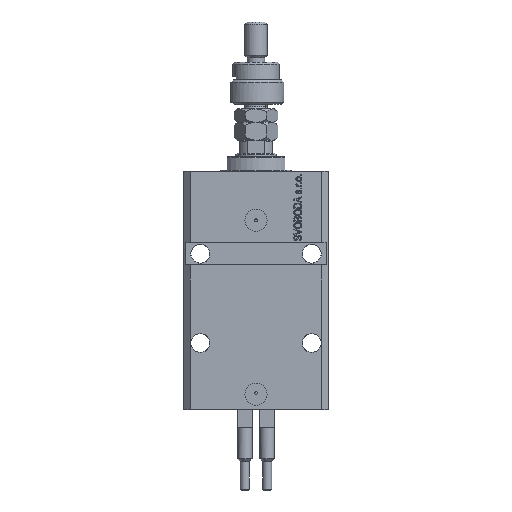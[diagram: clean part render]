
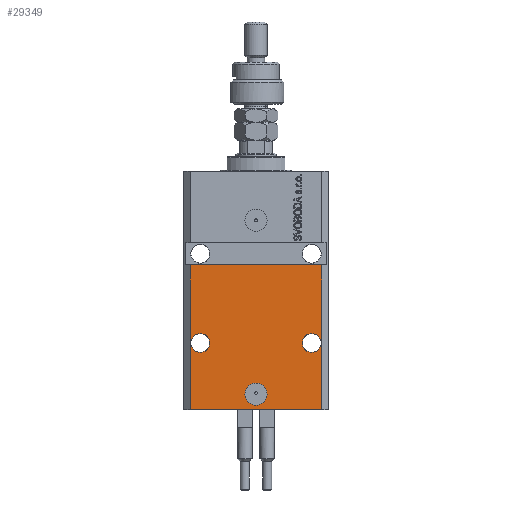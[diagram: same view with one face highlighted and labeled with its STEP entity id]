
A CAD part, front view. The second image highlights one B-rep face of the part: STEP entity #29349.
In plain terms, the highlighted planar face has unit normal (0, -1, 0).
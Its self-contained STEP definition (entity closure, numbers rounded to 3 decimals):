
#661 = AXIS2_PLACEMENT_3D ( 'NONE', #27179, #42378, #3044 ) ;
#886 = ORIENTED_EDGE ( 'NONE', *, *, #44867, .F. ) ;
#2016 = VERTEX_POINT ( 'NONE', #17904 ) ;
#3044 = DIRECTION ( 'NONE',  ( 1., 0., 0. ) ) ;
#3285 = PLANE ( 'NONE',  #8392 ) ;
#4651 = CARTESIAN_POINT ( 'NONE',  ( -5., -22.5, -100. ) ) ;
#5222 = ORIENTED_EDGE ( 'NONE', *, *, #20289, .F. ) ;
#5238 = DIRECTION ( 'NONE',  ( 1., 0., 0. ) ) ;
#5608 = AXIS2_PLACEMENT_3D ( 'NONE', #33040, #12577, #28841 ) ;
#6258 = CIRCLE ( 'NONE', #34764, 5. ) ;
#6704 = FACE_BOUND ( 'NONE', #40720, .T. ) ;
#7218 = EDGE_LOOP ( 'NONE', ( #42979, #886, #44419, #24406 ) ) ;
#7629 = DIRECTION ( 'NONE',  ( 1., 0., 0. ) ) ;
#7789 = DIRECTION ( 'NONE',  ( 0., -1., 0. ) ) ;
#8202 = EDGE_LOOP ( 'NONE', ( #51784, #23243 ) ) ;
#8392 = AXIS2_PLACEMENT_3D ( 'NONE', #43668, #19293, #35291 ) ;
#8497 = EDGE_CURVE ( 'NONE', #18262, #37344, #30036, .T. ) ;
#9481 = CARTESIAN_POINT ( 'NONE',  ( 20.75, -22.5, -77. ) ) ;
#12577 = DIRECTION ( 'NONE',  ( 0., -1., 0. ) ) ;
#12841 = VECTOR ( 'NONE', #48117, 1000. ) ;
#13343 = DIRECTION ( 'NONE',  ( 1., 0., 0. ) ) ;
#15082 = FACE_BOUND ( 'NONE', #37540, .T. ) ;
#15680 = CIRCLE ( 'NONE', #5608, 4.25 ) ;
#16332 = VECTOR ( 'NONE', #19244, 1000. ) ;
#16373 = LINE ( 'NONE', #27686, #12841 ) ;
#16524 = CARTESIAN_POINT ( 'NONE',  ( -29.5, -22.5, -107. ) ) ;
#17904 = CARTESIAN_POINT ( 'NONE',  ( -29.25, -22.5, -77. ) ) ;
#18262 = VERTEX_POINT ( 'NONE', #9481 ) ;
#18410 = EDGE_CURVE ( 'NONE', #47803, #2016, #15680, .T. ) ;
#18457 = EDGE_CURVE ( 'NONE', #33601, #47993, #40390, .T. ) ;
#19070 = DIRECTION ( 'NONE',  ( 0., -1., 0. ) ) ;
#19244 = DIRECTION ( 'NONE',  ( 0., 0., 1. ) ) ;
#19293 = DIRECTION ( 'NONE',  ( 0., -1., 0. ) ) ;
#19368 = CARTESIAN_POINT ( 'NONE',  ( 29.25, -22.5, -77. ) ) ;
#19442 = DIRECTION ( 'NONE',  ( 0., -1., 0. ) ) ;
#20018 = CARTESIAN_POINT ( 'NONE',  ( 29.5, -22.5, -107. ) ) ;
#20096 = CARTESIAN_POINT ( 'NONE',  ( -25., -22.5, -77. ) ) ;
#20289 = EDGE_CURVE ( 'NONE', #37344, #18262, #47595, .T. ) ;
#20322 = AXIS2_PLACEMENT_3D ( 'NONE', #20096, #19070, #51321 ) ;
#20697 = VECTOR ( 'NONE', #5238, 1000. ) ;
#20994 = EDGE_CURVE ( 'NONE', #46993, #50374, #32513, .T. ) ;
#21129 = EDGE_CURVE ( 'NONE', #26224, #42545, #29598, .T. ) ;
#23243 = ORIENTED_EDGE ( 'NONE', *, *, #51644, .F. ) ;
#23796 = DIRECTION ( 'NONE',  ( 1., 0., 0. ) ) ;
#24210 = CARTESIAN_POINT ( 'NONE',  ( 5., -22.5, -100. ) ) ;
#24406 = ORIENTED_EDGE ( 'NONE', *, *, #48497, .T. ) ;
#26224 = VERTEX_POINT ( 'NONE', #47291 ) ;
#27179 = CARTESIAN_POINT ( 'NONE',  ( 25., -22.5, -77. ) ) ;
#27453 = CARTESIAN_POINT ( 'NONE',  ( 0., -22.5, -100. ) ) ;
#27686 = CARTESIAN_POINT ( 'NONE',  ( -29.5, -22.5, -107. ) ) ;
#28841 = DIRECTION ( 'NONE',  ( -1., 0., 0. ) ) ;
#29349 = ADVANCED_FACE ( 'NONE', ( #31080, #15082, #6704, #39735 ), #3285, .T. ) ;
#29598 = LINE ( 'NONE', #16524, #48432 ) ;
#30036 = CIRCLE ( 'NONE', #31730, 4.25 ) ;
#31080 = FACE_BOUND ( 'NONE', #8202, .T. ) ;
#31554 = LINE ( 'NONE', #20018, #16332 ) ;
#31730 = AXIS2_PLACEMENT_3D ( 'NONE', #51338, #7789, #23796 ) ;
#32513 = CIRCLE ( 'NONE', #35896, 5. ) ;
#33040 = CARTESIAN_POINT ( 'NONE',  ( -25., -22.5, -77. ) ) ;
#33601 = VERTEX_POINT ( 'NONE', #50029 ) ;
#34764 = AXIS2_PLACEMENT_3D ( 'NONE', #27453, #38733, #43440 ) ;
#35291 = DIRECTION ( 'NONE',  ( 1., 0., 0. ) ) ;
#35896 = AXIS2_PLACEMENT_3D ( 'NONE', #39371, #19442, #7629 ) ;
#36968 = CARTESIAN_POINT ( 'NONE',  ( 29.5, -22.5, -42. ) ) ;
#37344 = VERTEX_POINT ( 'NONE', #19368 ) ;
#37540 = EDGE_LOOP ( 'NONE', ( #5222, #40629 ) ) ;
#38733 = DIRECTION ( 'NONE',  ( 0., -1., 0. ) ) ;
#39371 = CARTESIAN_POINT ( 'NONE',  ( 0., -22.5, -100. ) ) ;
#39622 = ORIENTED_EDGE ( 'NONE', *, *, #18410, .F. ) ;
#39735 = FACE_OUTER_BOUND ( 'NONE', #7218, .T. ) ;
#39865 = ORIENTED_EDGE ( 'NONE', *, *, #42566, .F. ) ;
#40390 = LINE ( 'NONE', #44076, #20697 ) ;
#40629 = ORIENTED_EDGE ( 'NONE', *, *, #8497, .F. ) ;
#40720 = EDGE_LOOP ( 'NONE', ( #39622, #39865 ) ) ;
#42057 = CIRCLE ( 'NONE', #20322, 4.25 ) ;
#42378 = DIRECTION ( 'NONE',  ( 0., -1., 0. ) ) ;
#42545 = VERTEX_POINT ( 'NONE', #42659 ) ;
#42566 = EDGE_CURVE ( 'NONE', #2016, #47803, #42057, .T. ) ;
#42659 = CARTESIAN_POINT ( 'NONE',  ( 29.5, -22.5, -107. ) ) ;
#42979 = ORIENTED_EDGE ( 'NONE', *, *, #18457, .F. ) ;
#43440 = DIRECTION ( 'NONE',  ( 1., 0., 0. ) ) ;
#43668 = CARTESIAN_POINT ( 'NONE',  ( -29.5, -22.5, -107. ) ) ;
#44076 = CARTESIAN_POINT ( 'NONE',  ( -32.5, -22.5, -42. ) ) ;
#44419 = ORIENTED_EDGE ( 'NONE', *, *, #21129, .T. ) ;
#44867 = EDGE_CURVE ( 'NONE', #26224, #33601, #16373, .T. ) ;
#46993 = VERTEX_POINT ( 'NONE', #24210 ) ;
#47291 = CARTESIAN_POINT ( 'NONE',  ( -29.5, -22.5, -107. ) ) ;
#47595 = CIRCLE ( 'NONE', #661, 4.25 ) ;
#47803 = VERTEX_POINT ( 'NONE', #50122 ) ;
#47993 = VERTEX_POINT ( 'NONE', #36968 ) ;
#48117 = DIRECTION ( 'NONE',  ( 0., 0., 1. ) ) ;
#48432 = VECTOR ( 'NONE', #13343, 1000. ) ;
#48497 = EDGE_CURVE ( 'NONE', #42545, #47993, #31554, .T. ) ;
#50029 = CARTESIAN_POINT ( 'NONE',  ( -29.5, -22.5, -42. ) ) ;
#50122 = CARTESIAN_POINT ( 'NONE',  ( -20.75, -22.5, -77. ) ) ;
#50374 = VERTEX_POINT ( 'NONE', #4651 ) ;
#51321 = DIRECTION ( 'NONE',  ( -1., 0., 0. ) ) ;
#51338 = CARTESIAN_POINT ( 'NONE',  ( 25., -22.5, -77. ) ) ;
#51644 = EDGE_CURVE ( 'NONE', #50374, #46993, #6258, .T. ) ;
#51784 = ORIENTED_EDGE ( 'NONE', *, *, #20994, .F. ) ;
